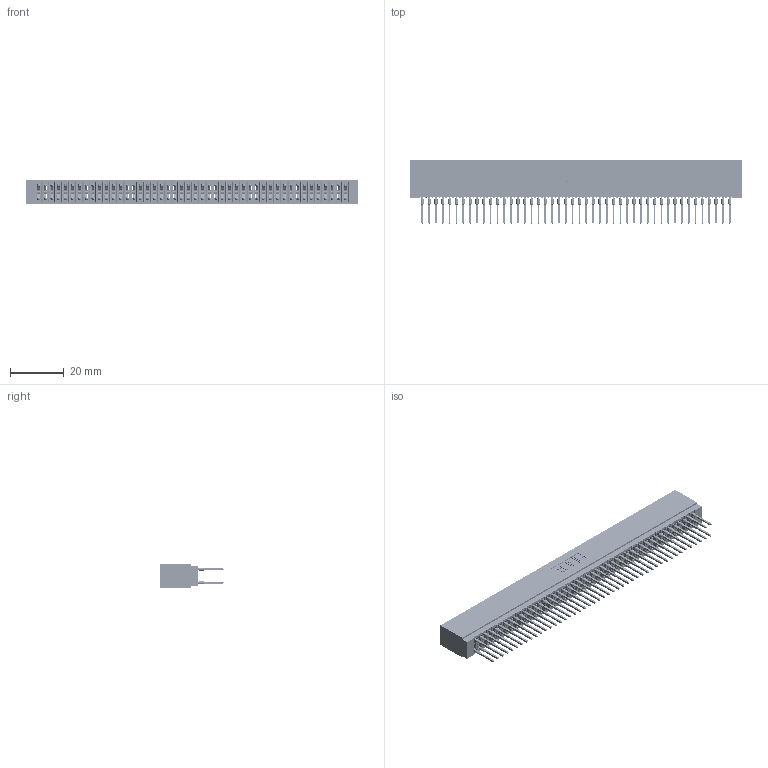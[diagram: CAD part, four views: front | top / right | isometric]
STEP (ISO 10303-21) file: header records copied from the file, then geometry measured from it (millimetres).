
FILE_DESCRIPTION (( 'STEP AP203' ), '1' );
FILE_NAME ('725-092-522-201.STEP', '2026-02-24T19:33:00', ( '' ), ( '' ), 'SwSTEP 2.0', 'SolidWorks 2023', '' );
FILE_SCHEMA (( 'CONFIG_CONTROL_DESIGN' ));
Length unit declared in the file: millimetre
Products named in the file (3): 745-292-001_522; 725-092-522-201; 725 Part_Insulator Option - 01
Assembly tree (93 placements, depth 2):
  725-092-522-201
    725 Part_Insulator Option - 01
    745-292-001_522  x92
Bounding box: 123.44 x 23.51 x 8.89 mm (x, y, z)
Volume: 9866.6 mm3; surface area: 21264.1 mm2
Topology: 93 solids, 93 shells, 8329 faces, 22380 edges, 14060 vertices
Faces by surface type: plane 4287, bspline 1840, cylinder 1650, torus 552
Entity records: 76860 total; most frequent: CARTESIAN_POINT 13831, ORIENTED_EDGE 13274, DIRECTION 11595, EDGE_CURVE 6637, VECTOR 6179, LINE 6179, VERTEX_POINT 4232, AXIS2_PLACEMENT_3D 2708
